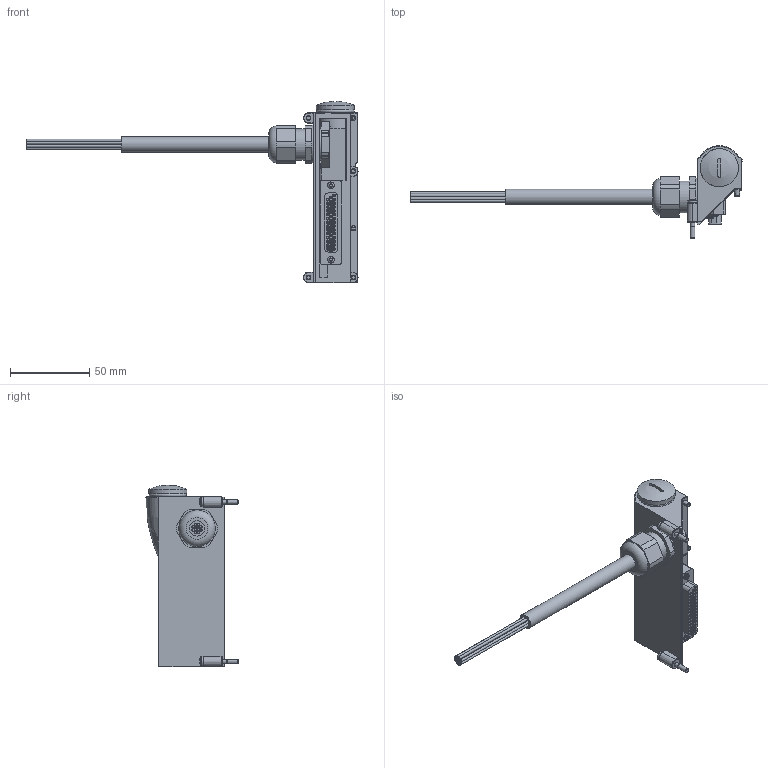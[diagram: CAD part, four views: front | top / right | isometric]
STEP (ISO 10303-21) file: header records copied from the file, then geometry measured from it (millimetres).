
FILE_DESCRIPTION(/* description */ ('STEP AP214'),/* implementation_level */ '2;1');
FILE_NAME(/* name */ '560425_VMPAL-KM-S-SD44-IP67-2_5',/* time_stamp */ '2024-09-16T22:37:50+02:00',/* author */ ('License CC BY-ND 4.0'),/* organization */ ('CADENAS'),/* preprocessor_version */ 'ST-DEVELOPER v19.3',/* originating_system */ 'PARTsolutions',/* authorisation */ ' ');
FILE_SCHEMA (('AUTOMOTIVE_DESIGN {1 0 10303 214 3 1 1}'));
Length unit declared in the file: millimetre
Products named in the file (5): 560425 VMPAL-KM-S-SD44-IP67-2.5; 560425 VMPAL-KM-S-SD44-IP67-2.5---(DE); 741627 Verschlussschraube---(P); 1070436 M20X1,5 5-13MM P---(9.6K); 741626 Mutter_M20x1.5
Assembly tree (4 placements, depth 2):
  560425 VMPAL-KM-S-SD44-IP67-2.5
    560425 VMPAL-KM-S-SD44-IP67-2.5---(DE)
    741627 Verschlussschraube---(P)
    1070436 M20X1,5 5-13MM P---(9.6K)
    741626 Mutter_M20x1.5
Bounding box: 209.59 x 58.35 x 114.53 mm (x, y, z)
Volume: 96836.8 mm3; surface area: 35625.4 mm2
Topology: 4 solids, 4 shells, 607 faces, 1500 edges, 971 vertices
Faces by surface type: plane 242, cylinder 225, cone 97, torus 34, sphere 9
Full cylindrical faces by diameter (mm): 1.2 x44, 1.6 x11, 2.6 x2, 3 x4, 4.2 x2, 6 x4, 9.6 x1, 14.8 x1, 18.376 x1, 18.917 x1, 20 x3, 20.4 x1, 24 x2
Entity records: 17469 total; most frequent: CARTESIAN_POINT 3798, DIRECTION 2799, ORIENTED_EDGE 2620, EDGE_CURVE 1310, AXIS2_PLACEMENT_3D 1132, VERTEX_POINT 940, FACE_BOUND 842, EDGE_LOOP 838
